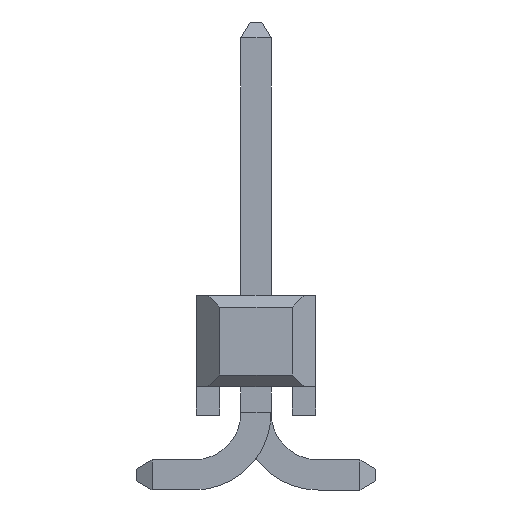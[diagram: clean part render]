
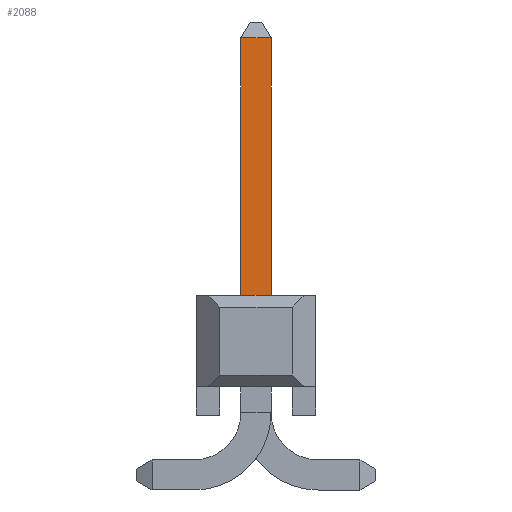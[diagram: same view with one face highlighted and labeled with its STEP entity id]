
A CAD part, left-side view. The second image highlights one B-rep face of the part: STEP entity #2088.
In plain terms, the highlighted planar face has unit normal (-1, 0, 0).
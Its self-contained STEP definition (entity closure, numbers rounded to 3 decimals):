
#1214 = VERTEX_POINT('',#1215);
#1215 = CARTESIAN_POINT('',(-6.67,0.32,4.13));
#1221 = EDGE_CURVE('',#1222,#1214,#1224,.T.);
#1222 = VERTEX_POINT('',#1223);
#1223 = CARTESIAN_POINT('',(-6.67,-0.32,4.13));
#1224 = LINE('',#1225,#1226);
#1225 = CARTESIAN_POINT('',(-6.67,-0.16,4.13));
#1226 = VECTOR('',#1227,1.);
#1227 = DIRECTION('',(0.,1.,0.));
#2067 = EDGE_CURVE('',#2068,#1222,#2070,.T.);
#2068 = VERTEX_POINT('',#2069);
#2069 = CARTESIAN_POINT('',(-6.67,-0.32,9.592));
#2070 = LINE('',#2071,#2072);
#2071 = CARTESIAN_POINT('',(-6.67,-0.32,9.592));
#2072 = VECTOR('',#2073,1.);
#2073 = DIRECTION('',(0.,0.,-1.));
#2088 = ADVANCED_FACE('',(#2089),#2107,.T.);
#2089 = FACE_BOUND('',#2090,.T.);
#2090 = EDGE_LOOP('',(#2091,#2092,#2093,#2101));
#2091 = ORIENTED_EDGE('',*,*,#1221,.F.);
#2092 = ORIENTED_EDGE('',*,*,#2067,.F.);
#2093 = ORIENTED_EDGE('',*,*,#2094,.T.);
#2094 = EDGE_CURVE('',#2068,#2095,#2097,.T.);
#2095 = VERTEX_POINT('',#2096);
#2096 = CARTESIAN_POINT('',(-6.67,0.32,9.592));
#2097 = LINE('',#2098,#2099);
#2098 = CARTESIAN_POINT('',(-6.67,-0.32,9.592));
#2099 = VECTOR('',#2100,1.);
#2100 = DIRECTION('',(0.,1.,0.));
#2101 = ORIENTED_EDGE('',*,*,#2102,.T.);
#2102 = EDGE_CURVE('',#2095,#1214,#2103,.T.);
#2103 = LINE('',#2104,#2105);
#2104 = CARTESIAN_POINT('',(-6.67,0.32,9.592));
#2105 = VECTOR('',#2106,1.);
#2106 = DIRECTION('',(0.,0.,-1.));
#2107 = PLANE('',#2108);
#2108 = AXIS2_PLACEMENT_3D('',#2109,#2110,#2111);
#2109 = CARTESIAN_POINT('',(-6.67,-0.32,9.93));
#2110 = DIRECTION('',(-1.,0.,0.));
#2111 = DIRECTION('',(0.,1.,0.));
